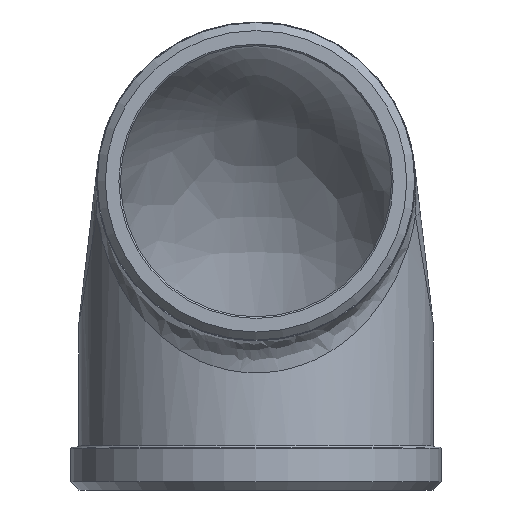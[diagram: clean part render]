
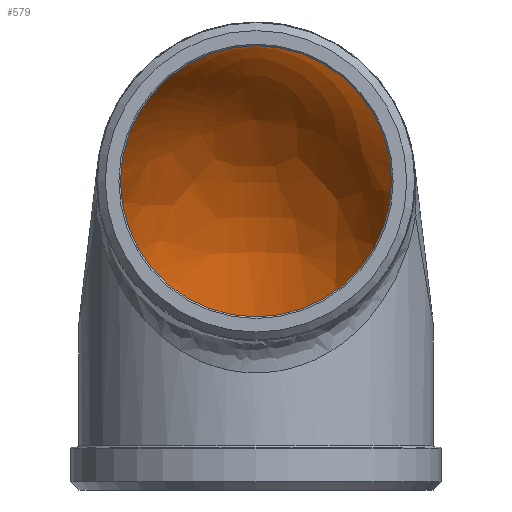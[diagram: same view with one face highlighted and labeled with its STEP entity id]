
A CAD part, left-side view. The second image highlights one B-rep face of the part: STEP entity #579.
In plain terms, the highlighted free-form (B-spline) face has degree [2, 2] with [5, 3] control points.
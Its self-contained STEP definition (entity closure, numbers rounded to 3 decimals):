
#34=(
BOUNDED_SURFACE()
B_SPLINE_SURFACE(2,2,((#2082,#2083,#2084),(#2085,#2086,#2087),(#2088,#2089,
#2090),(#2091,#2092,#2093),(#2094,#2095,#2096)),.UNSPECIFIED.,.F.,.F.,.F.)
B_SPLINE_SURFACE_WITH_KNOTS((3,2,3),(3,3),(-1.498,0.,
1.498),(1.571,3.142),.UNSPECIFIED.)
GEOMETRIC_REPRESENTATION_ITEM()
RATIONAL_B_SPLINE_SURFACE(((1.,0.707,1.),(0.732,
0.518,0.732),(1.,0.707,1.),(0.732,
0.518,0.732),(1.,0.707,1.)))
REPRESENTATION_ITEM('')
SURFACE()
);
#65=B_SPLINE_CURVE_WITH_KNOTS('',3,(#1638,#1639,#1640,#1641,#1642,#1643,
#1644,#1645,#1646),.UNSPECIFIED.,.F.,.F.,(4,1,1,1,1,1,4),(-3.241,
-2.315,-1.389,-0.926,-0.463,
-0.231,0.),.UNSPECIFIED.);
#67=B_SPLINE_CURVE_WITH_KNOTS('',3,(#1701,#1702,#1703,#1704,#1705,#1706,
#1707,#1708,#1709,#1710),.UNSPECIFIED.,.F.,.F.,(4,1,1,1,1,2,4),(-3.643,
-2.914,-2.186,-1.457,-0.729,
0.,0.006),.UNSPECIFIED.);
#69=B_SPLINE_CURVE_WITH_KNOTS('',3,(#1759,#1760,#1761,#1762,#1763,#1764,
#1765,#1766,#1767),.UNSPECIFIED.,.F.,.F.,(4,1,1,1,1,1,4),(-3.241,
-3.009,-2.778,-2.315,-1.852,
-0.926,0.),.UNSPECIFIED.);
#73=B_SPLINE_CURVE_WITH_KNOTS('',3,(#1902,#1903,#1904,#1905,#1906,#1907,
#1908,#1909,#1910,#1911,#1912,#1913),.UNSPECIFIED.,.F.,.F.,(4,2,1,1,1,1,
1,1,4),(-3.649,-3.643,-3.279,-2.914,
-2.55,-2.186,-1.457,-0.729,
0.),.UNSPECIFIED.);
#169=FACE_OUTER_BOUND('',#234,.T.);
#234=EDGE_LOOP('',(#520,#521,#522,#523,#524));
#266=CIRCLE('',#647,30.3);
#305=VERTEX_POINT('',#1586);
#307=VERTEX_POINT('',#1627);
#309=VERTEX_POINT('',#1688);
#310=VERTEX_POINT('',#1690);
#312=VERTEX_POINT('',#1748);
#370=EDGE_CURVE('',#307,#305,#65,.T.);
#373=EDGE_CURVE('',#309,#310,#67,.T.);
#376=EDGE_CURVE('',#312,#309,#69,.T.);
#383=EDGE_CURVE('',#310,#307,#73,.T.);
#387=EDGE_CURVE('',#312,#305,#266,.T.);
#520=ORIENTED_EDGE('',*,*,#370,.T.);
#521=ORIENTED_EDGE('',*,*,#387,.F.);
#522=ORIENTED_EDGE('',*,*,#376,.T.);
#523=ORIENTED_EDGE('',*,*,#373,.T.);
#524=ORIENTED_EDGE('',*,*,#383,.T.);
#579=ADVANCED_FACE('',(#169),#34,.T.);
#647=AXIS2_PLACEMENT_3D('',#2081,#781,#782);
#781=DIRECTION('center_axis',(0.,0.,1.));
#782=DIRECTION('ref_axis',(1.,0.,0.));
#1586=CARTESIAN_POINT('',(2.196,30.22,-26.218));
#1627=CARTESIAN_POINT('',(-0.349,25.929,5.081));
#1638=CARTESIAN_POINT('Ctrl Pts',(-0.349,25.929,5.081));
#1639=CARTESIAN_POINT('Ctrl Pts',(2.045,26.247,2.709));
#1640=CARTESIAN_POINT('Ctrl Pts',(6.026,26.989,-2.83));
#1641=CARTESIAN_POINT('Ctrl Pts',(8.211,28.106,-11.077));
#1642=CARTESIAN_POINT('Ctrl Pts',(7.756,29.03,-17.796));
#1643=CARTESIAN_POINT('Ctrl Pts',(6.386,29.591,-21.825));
#1644=CARTESIAN_POINT('Ctrl Pts',(4.412,29.993,-24.656));
#1645=CARTESIAN_POINT('Ctrl Pts',(3.025,30.16,-25.808));
#1646=CARTESIAN_POINT('Ctrl Pts',(2.196,30.22,-26.218));
#1688=CARTESIAN_POINT('',(-0.349,-25.929,5.081));
#1690=CARTESIAN_POINT('',(-22.9,0.,26.982));
#1701=CARTESIAN_POINT('Ctrl Pts',(-0.349,-25.929,5.081));
#1702=CARTESIAN_POINT('Ctrl Pts',(-2.233,-25.68,6.947));
#1703=CARTESIAN_POINT('Ctrl Pts',(-5.783,-24.639,10.947));
#1704=CARTESIAN_POINT('Ctrl Pts',(-10.433,-21.027,17.2));
#1705=CARTESIAN_POINT('Ctrl Pts',(-14.723,-15.319,22.585));
#1706=CARTESIAN_POINT('Ctrl Pts',(-18.818,-8.111,26.136));
#1707=CARTESIAN_POINT('Ctrl Pts',(-21.519,-2.745,26.976));
#1708=CARTESIAN_POINT('Ctrl Pts',(-22.877,-0.045,
26.982));
#1709=CARTESIAN_POINT('Ctrl Pts',(-22.889,-0.023,
26.982));
#1710=CARTESIAN_POINT('Ctrl Pts',(-22.9,0.,26.982));
#1748=CARTESIAN_POINT('',(2.196,-30.22,-26.218));
#1759=CARTESIAN_POINT('Ctrl Pts',(2.196,-30.22,-26.218));
#1760=CARTESIAN_POINT('Ctrl Pts',(3.025,-30.16,-25.808));
#1761=CARTESIAN_POINT('Ctrl Pts',(4.412,-29.993,-24.657));
#1762=CARTESIAN_POINT('Ctrl Pts',(6.387,-29.591,-21.825));
#1763=CARTESIAN_POINT('Ctrl Pts',(7.756,-29.029,-17.796));
#1764=CARTESIAN_POINT('Ctrl Pts',(8.211,-28.106,-11.078));
#1765=CARTESIAN_POINT('Ctrl Pts',(6.026,-26.989,-2.83));
#1766=CARTESIAN_POINT('Ctrl Pts',(2.045,-26.247,2.709));
#1767=CARTESIAN_POINT('Ctrl Pts',(-0.349,-25.929,5.081));
#1902=CARTESIAN_POINT('Ctrl Pts',(-22.9,0.,26.982));
#1903=CARTESIAN_POINT('Ctrl Pts',(-22.889,0.023,
26.982));
#1904=CARTESIAN_POINT('Ctrl Pts',(-22.877,0.045,
26.982));
#1905=CARTESIAN_POINT('Ctrl Pts',(-22.193,1.405,26.979));
#1906=CARTESIAN_POINT('Ctrl Pts',(-20.841,4.092,26.767));
#1907=CARTESIAN_POINT('Ctrl Pts',(-18.814,8.002,25.85));
#1908=CARTESIAN_POINT('Ctrl Pts',(-16.768,11.718,24.359));
#1909=CARTESIAN_POINT('Ctrl Pts',(-14.01,16.269,21.69));
#1910=CARTESIAN_POINT('Ctrl Pts',(-10.43,21.029,17.197));
#1911=CARTESIAN_POINT('Ctrl Pts',(-5.784,24.637,10.949));
#1912=CARTESIAN_POINT('Ctrl Pts',(-2.233,25.68,6.947));
#1913=CARTESIAN_POINT('Ctrl Pts',(-0.349,25.929,5.081));
#2081=CARTESIAN_POINT('Origin',(0.,0.,-26.218));
#2082=CARTESIAN_POINT('Ctrl Pts',(2.196,30.22,-26.218));
#2083=CARTESIAN_POINT('Ctrl Pts',(2.196,30.22,-1.122));
#2084=CARTESIAN_POINT('Ctrl Pts',(-22.9,30.22,-1.122));
#2085=CARTESIAN_POINT('Ctrl Pts',(30.3,28.178,-26.218));
#2086=CARTESIAN_POINT('Ctrl Pts',(30.3,28.178,26.982));
#2087=CARTESIAN_POINT('Ctrl Pts',(-22.9,28.178,26.982));
#2088=CARTESIAN_POINT('Ctrl Pts',(30.3,0.,
-26.218));
#2089=CARTESIAN_POINT('Ctrl Pts',(30.3,0.,
26.982));
#2090=CARTESIAN_POINT('Ctrl Pts',(-22.9,0.,
26.982));
#2091=CARTESIAN_POINT('Ctrl Pts',(30.3,-28.178,-26.218));
#2092=CARTESIAN_POINT('Ctrl Pts',(30.3,-28.178,26.982));
#2093=CARTESIAN_POINT('Ctrl Pts',(-22.9,-28.178,26.982));
#2094=CARTESIAN_POINT('Ctrl Pts',(2.196,-30.22,-26.218));
#2095=CARTESIAN_POINT('Ctrl Pts',(2.196,-30.22,-1.122));
#2096=CARTESIAN_POINT('Ctrl Pts',(-22.9,-30.22,-1.122));
